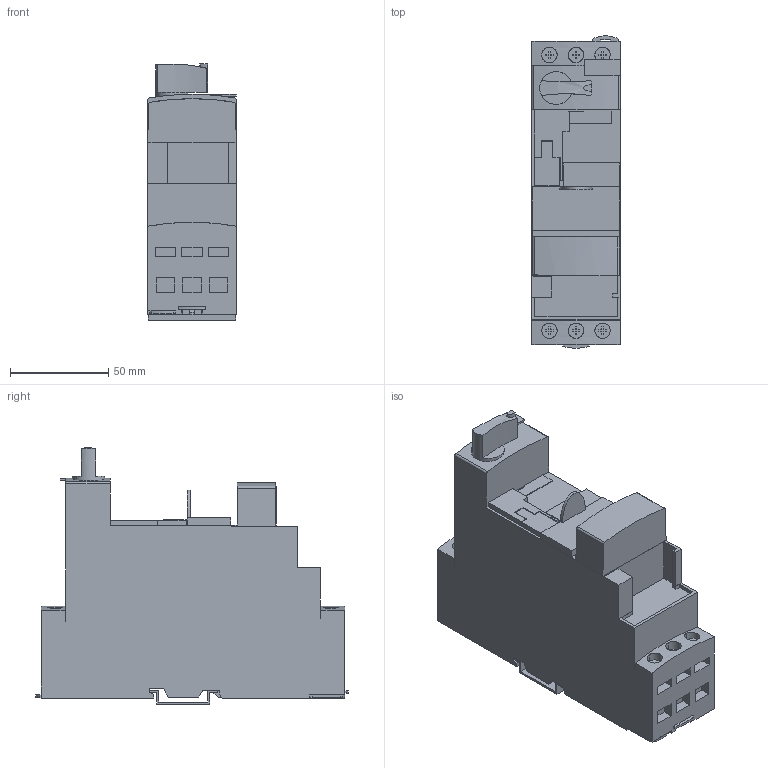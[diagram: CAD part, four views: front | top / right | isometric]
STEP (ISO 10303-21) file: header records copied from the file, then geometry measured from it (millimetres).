
FILE_DESCRIPTION((''),'2;1');
FILE_NAME('SB105361_3D_COLOUR','2013-07-17T',('SESA231906'),('Schneider-Electric'),'PRO/ENGINEER BY PARAMETRIC TECHNOLOGY CORPORATION, 2011410','PRO/ENGINEER BY PARAMETRIC TECHNOLOGY CORPORATION, 2011410','');
FILE_SCHEMA(('CONFIG_CONTROL_DESIGN'));
Length unit declared in the file: millimetre
Products named in the file (1): SB105361_3D_COLOUR
Bounding box: 45 x 158.6 x 130.09 mm (x, y, z)
Volume: 569881 mm3; surface area: 68134.8 mm2
Topology: 1 solids, 1 shells, 492 faces, 1399 edges, 932 vertices
Faces by surface type: plane 456, cylinder 35, extrusion 1
Entity records: 15984 total; most frequent: CARTESIAN_POINT 3081, ORIENTED_EDGE 2798, DIRECTION 2427, EDGE_CURVE 1399, VECTOR 1289, LINE 1288, VERTEX_POINT 932, AXIS2_PLACEMENT_3D 569
